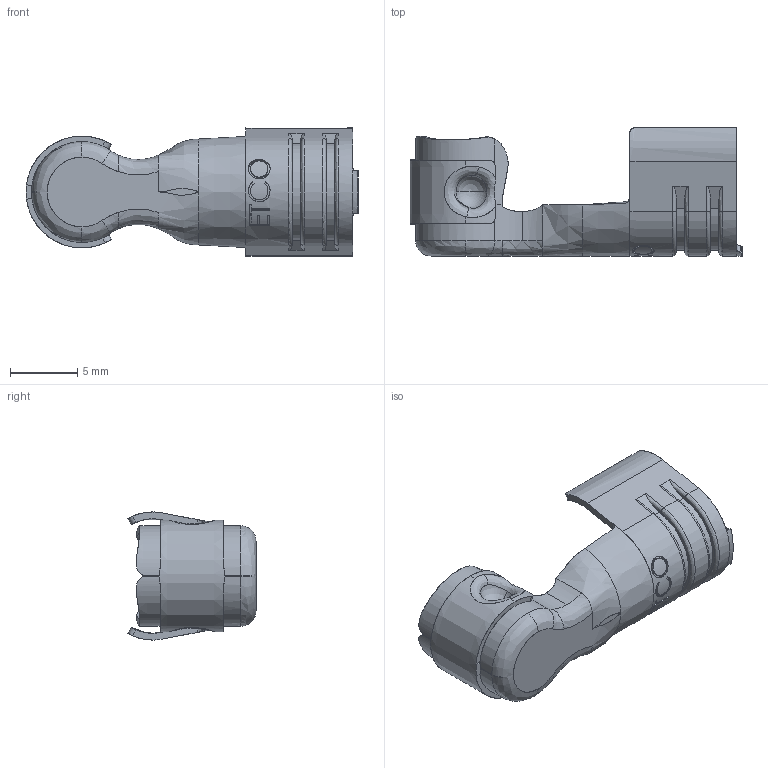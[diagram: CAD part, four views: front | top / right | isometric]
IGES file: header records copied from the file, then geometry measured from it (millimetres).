
Start section: SolidWorks IGES file using analytic representation for surfaces
Global section: file name: SP30.IGS; native system: SolidWorks 2019; preprocessor: SolidWorks 2019; author: sjohnson; date: 191101.151152; units: inch
Bounding box: 24.68 x 9.53 x 9.52 mm (x, y, z)
Surface area: 1181.7 mm2 (no closed solid volume)
Topology: 0 solids, 0 shells, 232 faces, 2585 edges, 2574 vertices
Faces by surface type: bspline 159, revolution 73
